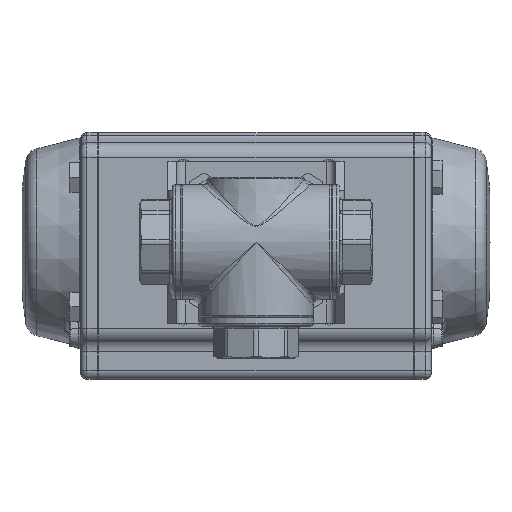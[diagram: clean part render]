
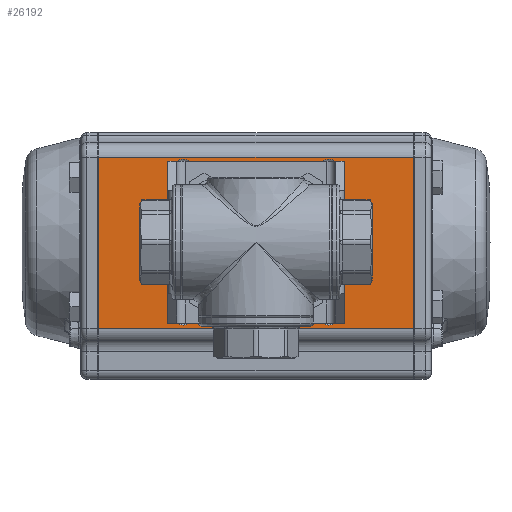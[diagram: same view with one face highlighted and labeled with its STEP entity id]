
A CAD part, front view. The second image highlights one B-rep face of the part: STEP entity #26192.
In plain terms, the highlighted planar face has unit normal (0, -1, 0).
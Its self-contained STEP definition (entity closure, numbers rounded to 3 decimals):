
#897=PLANE('',#28558);
#3301=LINE('',#70976,#5209);
#3319=LINE('',#71061,#5227);
#3349=LINE('',#71165,#5257);
#3350=LINE('',#71167,#5258);
#5209=VECTOR('',#33449,1000.);
#5227=VECTOR('',#33517,1000.);
#5257=VECTOR('',#33619,1000.);
#5258=VECTOR('',#33622,1000.);
#11182=ORIENTED_EDGE('',*,*,#16375,.T.);
#11183=ORIENTED_EDGE('',*,*,#16470,.F.);
#11184=ORIENTED_EDGE('',*,*,#16417,.F.);
#11185=ORIENTED_EDGE('',*,*,#16471,.T.);
#11186=ORIENTED_EDGE('',*,*,#16312,.F.);
#11187=ORIENTED_EDGE('',*,*,#16310,.F.);
#11188=ORIENTED_EDGE('',*,*,#16308,.F.);
#11189=ORIENTED_EDGE('',*,*,#16306,.F.);
#11190=ORIENTED_EDGE('',*,*,#16304,.F.);
#11191=ORIENTED_EDGE('',*,*,#16302,.F.);
#11192=ORIENTED_EDGE('',*,*,#16300,.F.);
#11193=ORIENTED_EDGE('',*,*,#16298,.F.);
#11194=ORIENTED_EDGE('',*,*,#16296,.T.);
#16296=EDGE_CURVE('',#19342,#19342,#20718,.T.);
#16298=EDGE_CURVE('',#19345,#19345,#20720,.T.);
#16300=EDGE_CURVE('',#19348,#19348,#20722,.T.);
#16302=EDGE_CURVE('',#19351,#19351,#20724,.T.);
#16304=EDGE_CURVE('',#19354,#19354,#20726,.T.);
#16306=EDGE_CURVE('',#19357,#19357,#20728,.T.);
#16308=EDGE_CURVE('',#19360,#19360,#20730,.T.);
#16310=EDGE_CURVE('',#19363,#19363,#20732,.T.);
#16312=EDGE_CURVE('',#19366,#19366,#20734,.T.);
#16375=EDGE_CURVE('',#19423,#19422,#3301,.T.);
#16417=EDGE_CURVE('',#19464,#19465,#3319,.T.);
#16470=EDGE_CURVE('',#19465,#19422,#3349,.T.);
#16471=EDGE_CURVE('',#19464,#19423,#3350,.T.);
#19342=VERTEX_POINT('',#70780);
#19345=VERTEX_POINT('',#70787);
#19348=VERTEX_POINT('',#70794);
#19351=VERTEX_POINT('',#70801);
#19354=VERTEX_POINT('',#70808);
#19357=VERTEX_POINT('',#70815);
#19360=VERTEX_POINT('',#70822);
#19363=VERTEX_POINT('',#70829);
#19366=VERTEX_POINT('',#70836);
#19422=VERTEX_POINT('',#70975);
#19423=VERTEX_POINT('',#70977);
#19464=VERTEX_POINT('',#71060);
#19465=VERTEX_POINT('',#71062);
#20718=CIRCLE('',#28410,14.5);
#20720=CIRCLE('',#28414,2.5);
#20722=CIRCLE('',#28418,2.5);
#20724=CIRCLE('',#28422,2.5);
#20726=CIRCLE('',#28426,2.5);
#20728=CIRCLE('',#28430,3.4);
#20730=CIRCLE('',#28434,3.4);
#20732=CIRCLE('',#28438,3.4);
#20734=CIRCLE('',#28442,3.4);
#22456=EDGE_LOOP('',(#11182,#11183,#11184,#11185));
#22457=EDGE_LOOP('',(#11186));
#22458=EDGE_LOOP('',(#11187));
#22459=EDGE_LOOP('',(#11188));
#22460=EDGE_LOOP('',(#11189));
#22461=EDGE_LOOP('',(#11190));
#22462=EDGE_LOOP('',(#11191));
#22463=EDGE_LOOP('',(#11192));
#22464=EDGE_LOOP('',(#11193));
#22465=EDGE_LOOP('',(#11194));
#24363=FACE_BOUND('',#22456,.T.);
#24364=FACE_BOUND('',#22457,.T.);
#24365=FACE_BOUND('',#22458,.T.);
#24366=FACE_BOUND('',#22459,.T.);
#24367=FACE_BOUND('',#22460,.T.);
#24368=FACE_BOUND('',#22461,.T.);
#24369=FACE_BOUND('',#22462,.T.);
#24370=FACE_BOUND('',#22463,.T.);
#24371=FACE_BOUND('',#22464,.T.);
#24372=FACE_BOUND('',#22465,.T.);
#26192=ADVANCED_FACE('',(#24363,#24364,#24365,#24366,#24367,#24368,#24369,
#24370,#24371,#24372),#897,.F.);
#28410=AXIS2_PLACEMENT_3D('',#70779,#33246,#33247);
#28414=AXIS2_PLACEMENT_3D('',#70786,#33254,#33255);
#28418=AXIS2_PLACEMENT_3D('',#70793,#33262,#33263);
#28422=AXIS2_PLACEMENT_3D('',#70800,#33270,#33271);
#28426=AXIS2_PLACEMENT_3D('',#70807,#33278,#33279);
#28430=AXIS2_PLACEMENT_3D('',#70814,#33286,#33287);
#28434=AXIS2_PLACEMENT_3D('',#70821,#33294,#33295);
#28438=AXIS2_PLACEMENT_3D('',#70828,#33302,#33303);
#28442=AXIS2_PLACEMENT_3D('',#70835,#33310,#33311);
#28558=AXIS2_PLACEMENT_3D('',#71166,#33620,#33621);
#33246=DIRECTION('',(0.,1.,0.));
#33247=DIRECTION('',(-1.,0.,0.));
#33254=DIRECTION('',(0.,-1.,0.));
#33255=DIRECTION('',(0.,0.,-1.));
#33262=DIRECTION('',(0.,-1.,0.));
#33263=DIRECTION('',(0.,0.,-1.));
#33270=DIRECTION('',(0.,-1.,0.));
#33271=DIRECTION('',(0.,0.,-1.));
#33278=DIRECTION('',(0.,-1.,0.));
#33279=DIRECTION('',(0.,0.,-1.));
#33286=DIRECTION('',(0.,-1.,0.));
#33287=DIRECTION('',(0.,0.,-1.));
#33294=DIRECTION('',(0.,-1.,0.));
#33295=DIRECTION('',(0.,0.,-1.));
#33302=DIRECTION('',(0.,-1.,0.));
#33303=DIRECTION('',(0.,0.,-1.));
#33310=DIRECTION('',(0.,-1.,0.));
#33311=DIRECTION('',(0.,0.,-1.));
#33449=DIRECTION('',(1.,0.,0.));
#33517=DIRECTION('',(1.,0.,0.));
#33619=DIRECTION('',(0.,0.,-1.));
#33620=DIRECTION('',(0.,1.,0.));
#33621=DIRECTION('',(1.,0.,0.));
#33622=DIRECTION('',(0.,0.,-1.));
#70779=CARTESIAN_POINT('',(0.,-42.35,0.));
#70780=CARTESIAN_POINT('',(-14.5,-42.35,0.));
#70786=CARTESIAN_POINT('',(17.678,-42.35,-17.678));
#70787=CARTESIAN_POINT('',(17.678,-42.35,-20.178));
#70793=CARTESIAN_POINT('',(-17.678,-42.35,-17.678));
#70794=CARTESIAN_POINT('',(-17.678,-42.35,-20.178));
#70800=CARTESIAN_POINT('',(17.678,-42.35,17.678));
#70801=CARTESIAN_POINT('',(17.678,-42.35,15.178));
#70807=CARTESIAN_POINT('',(-17.678,-42.35,17.678));
#70808=CARTESIAN_POINT('',(-17.678,-42.35,15.178));
#70814=CARTESIAN_POINT('',(-24.749,-42.35,-24.749));
#70815=CARTESIAN_POINT('',(-24.749,-42.35,-28.149));
#70821=CARTESIAN_POINT('',(24.749,-42.35,-24.749));
#70822=CARTESIAN_POINT('',(24.749,-42.35,-28.149));
#70828=CARTESIAN_POINT('',(24.749,-42.35,24.749));
#70829=CARTESIAN_POINT('',(24.749,-42.35,21.349));
#70835=CARTESIAN_POINT('',(-24.749,-42.35,24.749));
#70836=CARTESIAN_POINT('',(-24.749,-42.35,21.349));
#70975=CARTESIAN_POINT('',(28.8,-42.35,-53.5));
#70976=CARTESIAN_POINT('',(-29.3,-42.35,-53.5));
#70977=CARTESIAN_POINT('',(-29.3,-42.35,-53.5));
#71060=CARTESIAN_POINT('',(-29.3,-42.35,53.5));
#71061=CARTESIAN_POINT('',(-29.3,-42.35,53.5));
#71062=CARTESIAN_POINT('',(28.8,-42.35,53.5));
#71165=CARTESIAN_POINT('',(28.8,-42.35,53.5));
#71166=CARTESIAN_POINT('',(-29.3,-42.35,53.5));
#71167=CARTESIAN_POINT('',(-29.3,-42.35,53.5));
